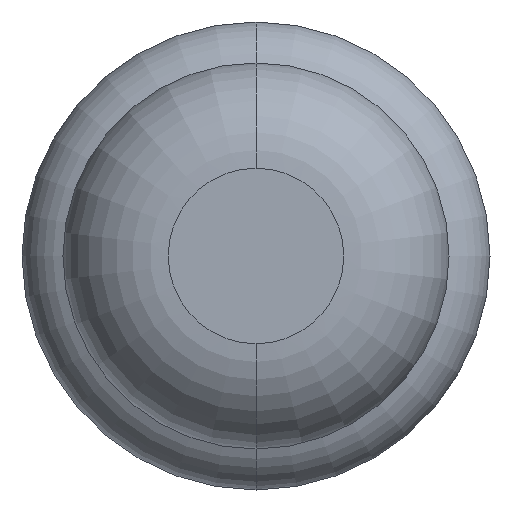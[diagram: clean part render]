
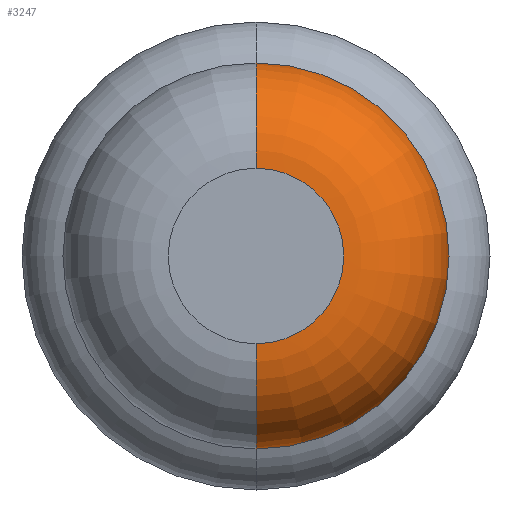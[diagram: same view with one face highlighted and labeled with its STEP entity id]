
A CAD part, front view. The second image highlights one B-rep face of the part: STEP entity #3247.
In plain terms, the highlighted toroidal (fillet/blend) face has major radius 0.375 mm and minor radius 0.45 mm.
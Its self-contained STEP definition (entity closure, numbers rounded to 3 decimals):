
#41 = CIRCLE ( 'NONE', #690, 0.45 ) ;
#111 = EDGE_CURVE ( 'NONE', #1603, #1161, #4248, .T. ) ;
#135 = VERTEX_POINT ( 'NONE', #1147 ) ;
#140 = CARTESIAN_POINT ( 'NONE',  ( 0., -29.95, 0.375 ) ) ;
#283 = DIRECTION ( 'NONE',  ( 0., 1., 0. ) ) ;
#306 = CARTESIAN_POINT ( 'NONE',  ( 0., -30.4, 0. ) ) ;
#370 = CIRCLE ( 'NONE', #1674, 0.825 ) ;
#634 = DIRECTION ( 'NONE',  ( 0., 1., 0. ) ) ;
#690 = AXIS2_PLACEMENT_3D ( 'NONE', #3270, #1930, #4273 ) ;
#873 = DIRECTION ( 'NONE',  ( -1., 0., 0. ) ) ;
#884 = CARTESIAN_POINT ( 'NONE',  ( 0., -30.4, 0.375 ) ) ;
#959 = DIRECTION ( 'NONE',  ( 0., 0., 1. ) ) ;
#1037 = AXIS2_PLACEMENT_3D ( 'NONE', #2673, #283, #3016 ) ;
#1147 = CARTESIAN_POINT ( 'NONE',  ( 0., -29.95, -0.825 ) ) ;
#1161 = VERTEX_POINT ( 'NONE', #3312 ) ;
#1396 = EDGE_CURVE ( 'Defeature ausgef�hrt1_37+Defeature ausgef�hrt1_36+Defeature ausgef�hrt1_36+Defeature ausgef�hrt1_36', #1603, #3911, #2914, .T. ) ;
#1502 = EDGE_LOOP ( 'NONE', ( #3215, #3416, #3406, #3292 ) ) ;
#1603 = VERTEX_POINT ( 'NONE', #884 ) ;
#1653 = DIRECTION ( 'NONE',  ( 0., 1., 0. ) ) ;
#1674 = AXIS2_PLACEMENT_3D ( 'NONE', #3076, #1653, #959 ) ;
#1930 = DIRECTION ( 'NONE',  ( 1., 0., 0. ) ) ;
#2108 = EDGE_CURVE ( 'NONE', #3911, #135, #41, .T. ) ;
#2124 = AXIS2_PLACEMENT_3D ( 'NONE', #306, #634, #3304 ) ;
#2147 = AXIS2_PLACEMENT_3D ( 'NONE', #140, #873, #2595 ) ;
#2595 = DIRECTION ( 'NONE',  ( 0., 0., 1. ) ) ;
#2673 = CARTESIAN_POINT ( 'NONE',  ( 0., -29.95, 0. ) ) ;
#2740 = FACE_OUTER_BOUND ( 'NONE', #1502, .T. ) ;
#2751 = CARTESIAN_POINT ( 'NONE',  ( 0., -30.4, -0.375 ) ) ;
#2900 = TOROIDAL_SURFACE ( 'NONE', #1037, 0.375, 0.45 ) ;
#2914 = CIRCLE ( 'NONE', #2124, 0.375 ) ;
#3016 = DIRECTION ( 'NONE',  ( 0., 0., 1. ) ) ;
#3076 = CARTESIAN_POINT ( 'NONE',  ( 0., -29.95, 0. ) ) ;
#3215 = ORIENTED_EDGE ( 'NONE', *, *, #1396, .T. ) ;
#3228 = EDGE_CURVE ( 'Defeature ausgef�hrt1_38+Defeature ausgef�hrt1_37+Defeature ausgef�hrt1_37+Defeature ausgef�hrt1_37', #1161, #135, #370, .T. ) ;
#3247 = ADVANCED_FACE ( 'Defeature ausgef�hrt1_37', ( #2740 ), #2900, .T. ) ;
#3270 = CARTESIAN_POINT ( 'NONE',  ( 0., -29.95, -0.375 ) ) ;
#3292 = ORIENTED_EDGE ( 'NONE', *, *, #111, .F. ) ;
#3304 = DIRECTION ( 'NONE',  ( 0., 0., 1. ) ) ;
#3312 = CARTESIAN_POINT ( 'NONE',  ( 0., -29.95, 0.825 ) ) ;
#3406 = ORIENTED_EDGE ( 'NONE', *, *, #3228, .F. ) ;
#3416 = ORIENTED_EDGE ( 'NONE', *, *, #2108, .T. ) ;
#3911 = VERTEX_POINT ( 'NONE', #2751 ) ;
#4248 = CIRCLE ( 'NONE', #2147, 0.45 ) ;
#4273 = DIRECTION ( 'NONE',  ( 0., 0., -1. ) ) ;
